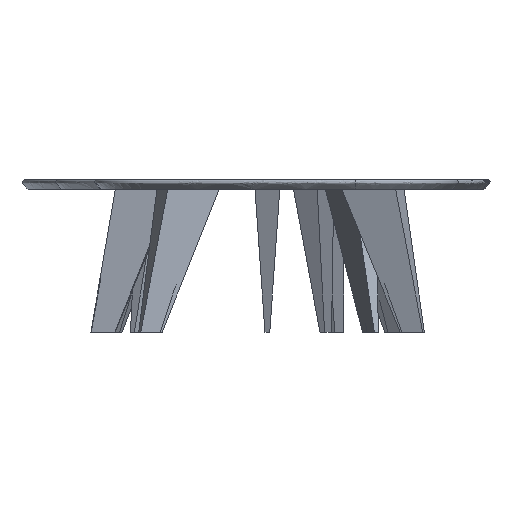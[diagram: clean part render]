
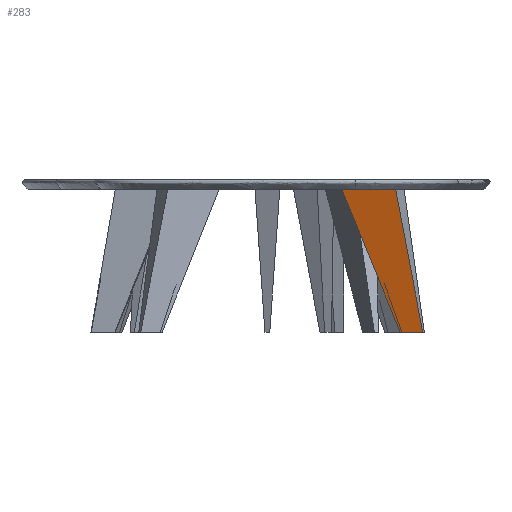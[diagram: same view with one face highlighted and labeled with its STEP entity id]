
A CAD part, left-side view. The second image highlights one B-rep face of the part: STEP entity #283.
In plain terms, the highlighted free-form (B-spline) face has degree [1, 1] with [2, 2] control points.
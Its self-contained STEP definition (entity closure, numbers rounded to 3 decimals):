
#153=B_SPLINE_CURVE_WITH_KNOTS($,1,(#9471,#9472),.UNSPECIFIED.,.F.,.F.,(2,
2),(0.,324.877),.UNSPECIFIED.);
#155=B_SPLINE_CURVE_WITH_KNOTS($,1,(#9475,#9476),.UNSPECIFIED.,.F.,.F.,(2,
2),(0.,120.),.UNSPECIFIED.);
#156=B_SPLINE_CURVE_WITH_KNOTS($,1,(#9477,#9478),.UNSPECIFIED.,.F.,.F.,(2,
2),(-324.877,0.),.UNSPECIFIED.);
#157=B_SPLINE_CURVE_WITH_KNOTS($,1,(#9479,#9480),.UNSPECIFIED.,.F.,.F.,(2,
2),(-120.,0.),.UNSPECIFIED.);
#283=ADVANCED_FACE($,(#395),#1531,.T.);
#395=FACE_OUTER_BOUND($,#507,.T.);
#507=EDGE_LOOP($,(#905,#906,#907,#908));
#905=ORIENTED_EDGE($,*,*,#1221,.F.);
#906=ORIENTED_EDGE($,*,*,#1220,.F.);
#907=ORIENTED_EDGE($,*,*,#1219,.F.);
#908=ORIENTED_EDGE($,*,*,#1217,.F.);
#1217=EDGE_CURVE($,#1409,#1408,#153,.T.);
#1219=EDGE_CURVE($,#1408,#1410,#155,.T.);
#1220=EDGE_CURVE($,#1410,#1411,#156,.T.);
#1221=EDGE_CURVE($,#1411,#1409,#157,.T.);
#1408=VERTEX_POINT($,#9517);
#1409=VERTEX_POINT($,#9518);
#1410=VERTEX_POINT($,#9519);
#1411=VERTEX_POINT($,#9520);
#1531=B_SPLINE_SURFACE_WITH_KNOTS($,1,1,((#9495,#9496),(#9497,#9498)),.UNSPECIFIED.,
.F.,.F.,.F.,(2,2),(2,2),(0.,120.),(0.,324.877),.UNSPECIFIED.);
#9471=CARTESIAN_POINT($,(54888.439,-37160.424,0.));
#9472=CARTESIAN_POINT($,(54910.487,-37037.71,300.));
#9475=CARTESIAN_POINT($,(54910.487,-37037.71,300.));
#9476=CARTESIAN_POINT($,(54869.677,-37150.557,300.));
#9477=CARTESIAN_POINT($,(54869.677,-37150.557,300.));
#9478=CARTESIAN_POINT($,(54871.435,-37207.444,0.));
#9479=CARTESIAN_POINT($,(54871.435,-37207.444,0.));
#9480=CARTESIAN_POINT($,(54888.439,-37160.424,0.));
#9495=CARTESIAN_POINT($,(54888.439,-37160.424,0.));
#9496=CARTESIAN_POINT($,(54910.487,-37037.71,300.));
#9497=CARTESIAN_POINT($,(54871.435,-37207.444,0.));
#9498=CARTESIAN_POINT($,(54869.677,-37150.557,300.));
#9517=CARTESIAN_POINT($,(54910.487,-37037.71,300.));
#9518=CARTESIAN_POINT($,(54888.439,-37160.424,0.));
#9519=CARTESIAN_POINT($,(54869.677,-37150.557,300.));
#9520=CARTESIAN_POINT($,(54871.435,-37207.444,0.));
